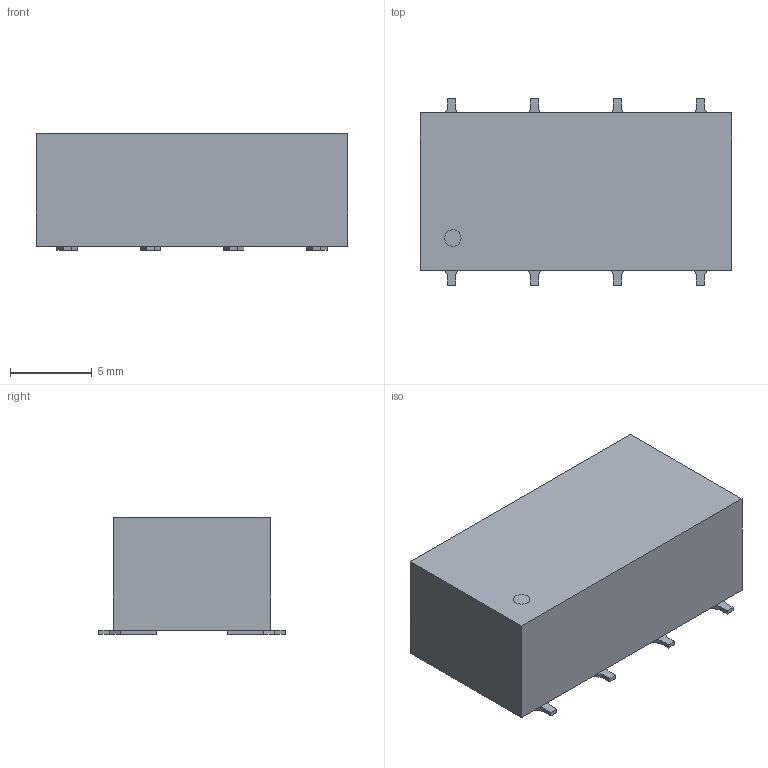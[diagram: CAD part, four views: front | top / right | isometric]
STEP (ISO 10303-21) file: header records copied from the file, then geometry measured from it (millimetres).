
FILE_DESCRIPTION(/* description */ (''),/* implementation_level */ '2;1');
FILE_NAME(/* name */ 'MINI-CIRCUITS_YY161.stp',/* time_stamp */ '2017-03-02T11:51:02+01:00',/* author */ ('riccim'),/* organization */ ('SolidWorks'),/* preprocessor_version */ 'ST-DEVELOPER v15.5',/* originating_system */ 'AutoCAD Mechanical',/* authorisation */ ' ');
FILE_SCHEMA (('AUTOMOTIVE_DESIGN { 1 0 10303 214 3 1 1 }'));
Length unit declared in the file: millimetre
Products named in the file (1): Product
Bounding box: 19.05 x 11.42 x 7.11 mm (x, y, z)
Volume: 1266.8 mm3; surface area: 835 mm2
Topology: 10 solids, 10 shells, 123 faces, 306 edges, 204 vertices
Faces by surface type: plane 121, cylinder 2
Full cylindrical faces by diameter (mm): 1 x2
Entity records: 3611 total; most frequent: CARTESIAN_POINT 632, ORIENTED_EDGE 608, DIRECTION 556, EDGE_CURVE 304, LINE 300, VECTOR 300, VERTEX_POINT 204, AXIS2_PLACEMENT_3D 128
